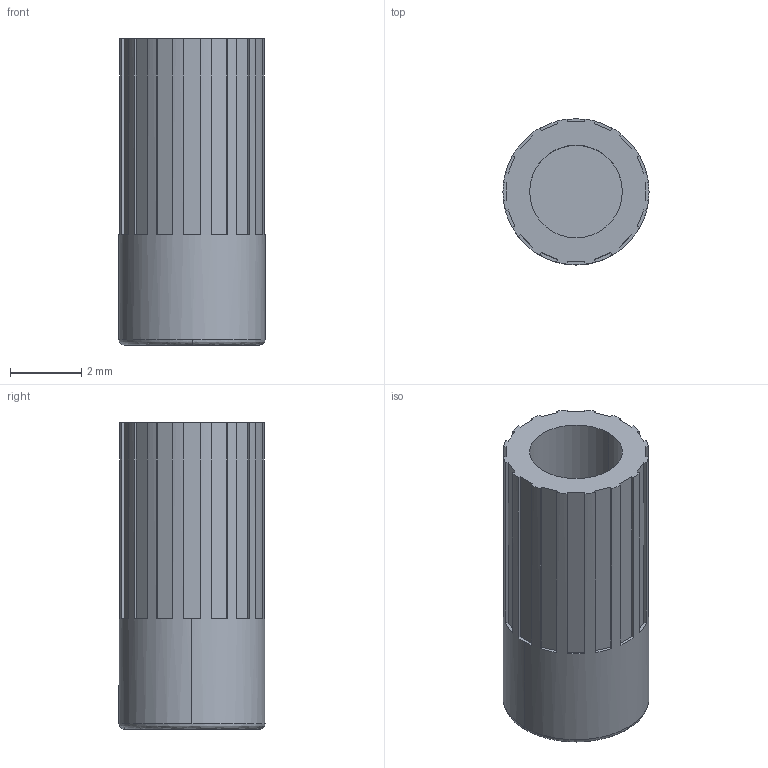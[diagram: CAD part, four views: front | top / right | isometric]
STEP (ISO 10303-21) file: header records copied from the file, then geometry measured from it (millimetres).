
FILE_DESCRIPTION (( 'STEP AP203' ), '1' );
FILE_NAME ('fl-m02.STEP-203.STEP', '2013-06-11T11:04:52', ( 'name' ), ( 'org' ), 'SwSTEP 2.0', 'SolidWorks 2007', '' );
FILE_SCHEMA (( 'CONFIG_CONTROL_DESIGN' ));
Length unit declared in the file: millimetre
Products named in the file (1): fl-m02.STEP-203
Bounding box: 4.1 x 4.1 x 8.6 mm (x, y, z)
Volume: 90 mm3; surface area: 184.7 mm2
Topology: 1 solids, 1 shells, 79 faces, 224 edges, 150 vertices
Faces by surface type: plane 69, cylinder 8, bspline 2
Entity records: 2721 total; most frequent: CARTESIAN_POINT 548, ORIENTED_EDGE 448, DIRECTION 428, EDGE_CURVE 224, VECTOR 168, LINE 168, VERTEX_POINT 150, AXIS2_PLACEMENT_3D 130
